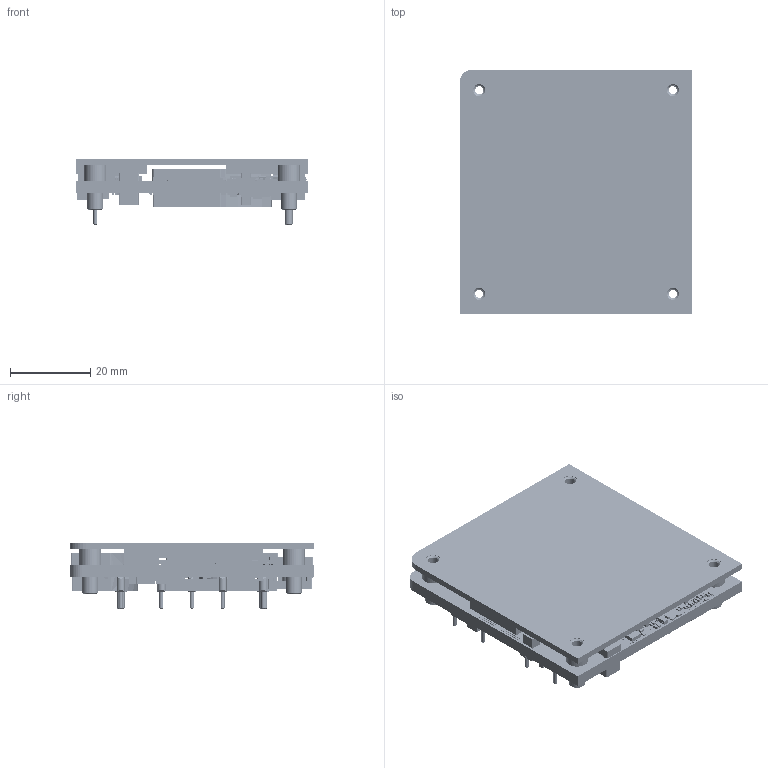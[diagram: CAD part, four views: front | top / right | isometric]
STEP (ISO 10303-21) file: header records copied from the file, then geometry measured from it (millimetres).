
FILE_DESCRIPTION((''),'2;1');
FILE_NAME('AVE700-48S28B-6L_ASM','2022-04-28T09:44:39',('v.chen'),(''),'CREO PARAMETRIC BY PTC INC, 2020454','CREO PARAMETRIC BY PTC INC, 2020454','');
FILE_SCHEMA(('CONFIG_CONTROL_DESIGN','SHAPE_APPEARANCE_LAYERS_GROUPS'));
Products named in the file (44): 509-024079-0004_1; BMP-C-0805-SR_1; BMP-C-1206-SR_1; BMP-R-1206-SR_1; VLGA13-SR_1; CHK-PIAQ0604SR15MNA-SR_1; R-1206-SR_1; SOT323-SR_1; SOT23-SR_1; SOD523-SR_1; R-0402-SR_1; POWERPAK1212S-SR_1; C-1206-018-SR_1; C-0805-SR_1; C-0603-SR_1; C-0402-SR_1; R-0603-SR_1; BMP-C-0603-SR_1; BMP-R-0603-SR_1; SOD323F-SR_1; DFN6-THERMAL-SR_1; SOT669-THRVIA-SR_1; SOD323-SR_1; SOT363-SR_1; SOT669-SR_1; C-1210-028-SR_1; R-0805-SR_1; QFN08-031031008-THERMAL-SR_1; QFN20-THERMAL02300230-SR_1; TH-0603-SR_1; PINC-110-602-005122-0000-SR_4_1; PINC-210-602-005121-0000-SR_4_1; L2_LOWER_20190606_2_1; L2_UPPER_20190606_2_1; T1_LOWER_20190606_2_1; T1_UPPER_20190606_2_1; T2_20190603_2_1; 466-003754-0000_6_4; NUT_6_1; 466-003754-0000_ASM_5_ASM_3_ASM ...
Assembly tree (257 placements, depth 4):
  AVE700-48S28B-6L_ASM
    509-024079-0004_ASM_15_ASM
      509-024079-0004_1
      BMP-C-0805-SR_1
      BMP-C-1206-SR_1  x2
      BMP-R-1206-SR_1  x2
      VLGA13-SR_1  x2
      CHK-PIAQ0604SR15MNA-SR_1
      R-1206-SR_1  x2
      SOT323-SR_1
      SOT23-SR_1  x3
      SOD523-SR_1  x8
      R-0402-SR_1  x85
      POWERPAK1212S-SR_1
      C-1206-018-SR_1  x16
      C-0805-SR_1  x2
      C-0603-SR_1  x2
      C-0402-SR_1  x51
      R-0603-SR_1  x4
      BMP-C-0603-SR_1  x13
      BMP-R-0603-SR_1  x16
      SOD323F-SR_1
      DFN6-THERMAL-SR_1  x2
      SOT669-THRVIA-SR_1  x2
      SOD323-SR_1
      SOT363-SR_1
      SOT669-SR_1  x4
      C-1210-028-SR_1  x2
      R-0805-SR_1  x4
      QFN08-031031008-THERMAL-SR_1
      QFN20-THERMAL02300230-SR_1
      TH-0603-SR_1
      PINC-110-602-005122-0000-SR_4_1  x7
      PINC-210-602-005121-0000-SR_4_1  x2
      L2_LOWER_20190606_2_1
      L2_UPPER_20190606_2_1
      T1_LOWER_20190606_2_1
      T1_UPPER_20190606_2_1
      T2_20190603_2_1
      466-003754-0000_ASM_5_ASM_3_ASM
        466-003754-0000_6_4
        NUT_6_1  x4
      T2_20190603_2
      CT_20190603_1  x2
Bounding box: 57.93 x 61 x 16.5 mm (x, y, z)
Volume: 25096 mm3; surface area: 28487.7 mm2
Topology: 255 solids, 259 shells, 9766 faces, 25735 edges, 16532 vertices
Faces by surface type: plane 8057, cylinder 1625, cone 76, torus 8
Entity records: 93709 total; most frequent: DIRECTION 16133, CARTESIAN_POINT 14967, ORIENTED_EDGE 14122, EDGE_CURVE 7063, AXIS2_PLACEMENT_3D 6003, VERTEX_POINT 4640, VECTOR 4127, LINE 4127
